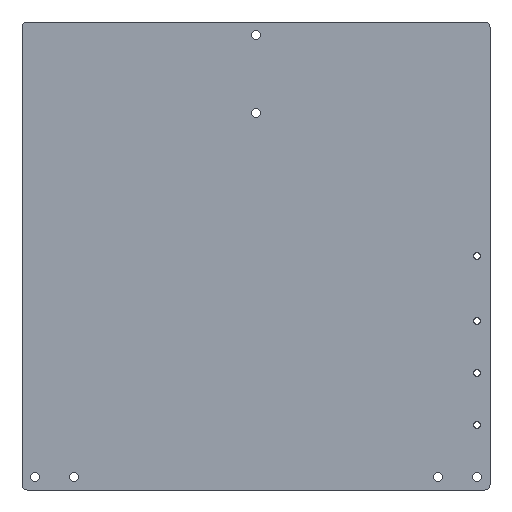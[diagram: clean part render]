
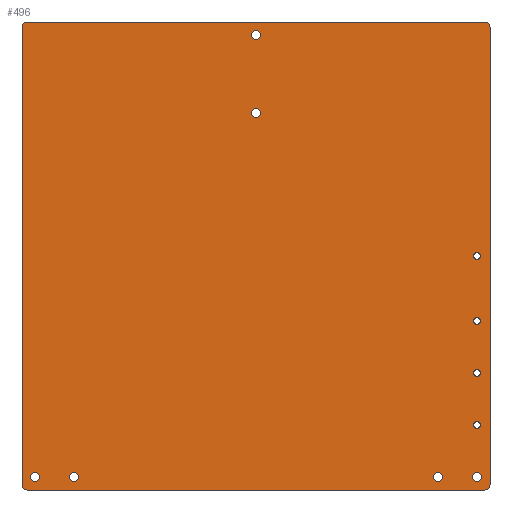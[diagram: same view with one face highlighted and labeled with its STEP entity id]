
A CAD part, front view. The second image highlights one B-rep face of the part: STEP entity #496.
In plain terms, the highlighted planar face has unit normal (0, -1, 0).
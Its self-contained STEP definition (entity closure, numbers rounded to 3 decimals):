
#31=FACE_BOUND('',#109,.T.);
#32=FACE_BOUND('',#110,.T.);
#33=FACE_BOUND('',#111,.T.);
#34=FACE_BOUND('',#112,.T.);
#35=FACE_BOUND('',#113,.T.);
#36=FACE_BOUND('',#114,.T.);
#37=FACE_BOUND('',#115,.T.);
#38=FACE_BOUND('',#116,.T.);
#39=FACE_BOUND('',#117,.T.);
#40=FACE_BOUND('',#118,.T.);
#46=PLANE('',#570);
#72=FACE_OUTER_BOUND('',#108,.T.);
#108=EDGE_LOOP('',(#439,#440,#441,#442,#443,#444,#445,#446));
#109=EDGE_LOOP('',(#447));
#110=EDGE_LOOP('',(#448));
#111=EDGE_LOOP('',(#449));
#112=EDGE_LOOP('',(#450));
#113=EDGE_LOOP('',(#451));
#114=EDGE_LOOP('',(#452));
#115=EDGE_LOOP('',(#453));
#116=EDGE_LOOP('',(#454));
#117=EDGE_LOOP('',(#455));
#118=EDGE_LOOP('',(#456));
#123=LINE('',#740,#155);
#129=LINE('',#780,#161);
#132=LINE('',#788,#164);
#150=LINE('',#858,#182);
#155=VECTOR('',#585,10.);
#161=VECTOR('',#625,10.);
#164=VECTOR('',#634,10.);
#182=VECTOR('',#722,10.);
#183=CIRCLE('',#512,2.);
#198=CIRCLE('',#530,2.);
#199=CIRCLE('',#533,2.);
#200=CIRCLE('',#536,2.);
#201=CIRCLE('',#538,1.265);
#202=CIRCLE('',#540,1.265);
#203=CIRCLE('',#542,1.265);
#204=CIRCLE('',#544,1.265);
#206=CIRCLE('',#548,1.7);
#208=CIRCLE('',#552,1.7);
#210=CIRCLE('',#556,1.7);
#212=CIRCLE('',#560,1.7);
#214=CIRCLE('',#564,1.7);
#216=CIRCLE('',#568,1.7);
#217=VERTEX_POINT('',#727);
#218=VERTEX_POINT('',#728);
#222=VERTEX_POINT('',#738);
#238=VERTEX_POINT('',#774);
#239=VERTEX_POINT('',#778);
#240=VERTEX_POINT('',#782);
#241=VERTEX_POINT('',#786);
#242=VERTEX_POINT('',#790);
#243=VERTEX_POINT('',#794);
#244=VERTEX_POINT('',#798);
#245=VERTEX_POINT('',#802);
#246=VERTEX_POINT('',#806);
#248=VERTEX_POINT('',#814);
#250=VERTEX_POINT('',#822);
#252=VERTEX_POINT('',#830);
#254=VERTEX_POINT('',#838);
#256=VERTEX_POINT('',#846);
#258=VERTEX_POINT('',#854);
#259=EDGE_CURVE('',#217,#218,#183,.T.);
#265=EDGE_CURVE('',#217,#222,#123,.T.);
#282=EDGE_CURVE('',#238,#222,#198,.T.);
#285=EDGE_CURVE('',#238,#239,#129,.T.);
#286=EDGE_CURVE('',#240,#239,#199,.T.);
#289=EDGE_CURVE('',#240,#241,#132,.T.);
#290=EDGE_CURVE('',#242,#241,#200,.T.);
#293=EDGE_CURVE('',#243,#243,#201,.T.);
#295=EDGE_CURVE('',#244,#244,#202,.T.);
#297=EDGE_CURVE('',#245,#245,#203,.T.);
#299=EDGE_CURVE('',#246,#246,#204,.T.);
#303=EDGE_CURVE('',#248,#248,#206,.T.);
#307=EDGE_CURVE('',#250,#250,#208,.T.);
#311=EDGE_CURVE('',#252,#252,#210,.T.);
#315=EDGE_CURVE('',#254,#254,#212,.T.);
#319=EDGE_CURVE('',#256,#256,#214,.T.);
#323=EDGE_CURVE('',#258,#258,#216,.T.);
#324=EDGE_CURVE('',#242,#218,#150,.T.);
#439=ORIENTED_EDGE('',*,*,#259,.F.);
#440=ORIENTED_EDGE('',*,*,#265,.T.);
#441=ORIENTED_EDGE('',*,*,#282,.F.);
#442=ORIENTED_EDGE('',*,*,#285,.T.);
#443=ORIENTED_EDGE('',*,*,#286,.F.);
#444=ORIENTED_EDGE('',*,*,#289,.T.);
#445=ORIENTED_EDGE('',*,*,#290,.F.);
#446=ORIENTED_EDGE('',*,*,#324,.T.);
#447=ORIENTED_EDGE('',*,*,#293,.T.);
#448=ORIENTED_EDGE('',*,*,#295,.T.);
#449=ORIENTED_EDGE('',*,*,#297,.T.);
#450=ORIENTED_EDGE('',*,*,#299,.T.);
#451=ORIENTED_EDGE('',*,*,#303,.T.);
#452=ORIENTED_EDGE('',*,*,#307,.T.);
#453=ORIENTED_EDGE('',*,*,#311,.T.);
#454=ORIENTED_EDGE('',*,*,#315,.T.);
#455=ORIENTED_EDGE('',*,*,#319,.T.);
#456=ORIENTED_EDGE('',*,*,#323,.T.);
#496=ADVANCED_FACE('',(#72,#31,#32,#33,#34,#35,#36,#37,#38,#39,#40),#46,
 .T.);
#512=AXIS2_PLACEMENT_3D('',#729,#575,#576);
#530=AXIS2_PLACEMENT_3D('',#775,#619,#620);
#533=AXIS2_PLACEMENT_3D('',#783,#628,#629);
#536=AXIS2_PLACEMENT_3D('',#791,#637,#638);
#538=AXIS2_PLACEMENT_3D('',#796,#643,#644);
#540=AXIS2_PLACEMENT_3D('',#800,#648,#649);
#542=AXIS2_PLACEMENT_3D('',#804,#653,#654);
#544=AXIS2_PLACEMENT_3D('',#808,#658,#659);
#548=AXIS2_PLACEMENT_3D('',#816,#668,#669);
#552=AXIS2_PLACEMENT_3D('',#824,#678,#679);
#556=AXIS2_PLACEMENT_3D('',#832,#688,#689);
#560=AXIS2_PLACEMENT_3D('',#840,#698,#699);
#564=AXIS2_PLACEMENT_3D('',#848,#708,#709);
#568=AXIS2_PLACEMENT_3D('',#856,#718,#719);
#570=AXIS2_PLACEMENT_3D('',#859,#723,#724);
#575=DIRECTION('center_axis',(0.,1.,0.));
#576=DIRECTION('ref_axis',(-0.707,0.,-0.707));
#585=DIRECTION('',(1.,0.,0.));
#619=DIRECTION('center_axis',(0.,1.,0.));
#620=DIRECTION('ref_axis',(0.707,0.,-0.707));
#625=DIRECTION('',(0.,0.,1.));
#628=DIRECTION('center_axis',(0.,1.,0.));
#629=DIRECTION('ref_axis',(0.707,0.,0.707));
#634=DIRECTION('',(-1.,0.,0.));
#637=DIRECTION('center_axis',(0.,1.,0.));
#638=DIRECTION('ref_axis',(-0.707,0.,0.707));
#643=DIRECTION('center_axis',(0.,1.,0.));
#644=DIRECTION('ref_axis',(0.,0.,1.));
#648=DIRECTION('center_axis',(0.,1.,0.));
#649=DIRECTION('ref_axis',(0.,0.,1.));
#653=DIRECTION('center_axis',(0.,1.,0.));
#654=DIRECTION('ref_axis',(0.,0.,1.));
#658=DIRECTION('center_axis',(0.,1.,0.));
#659=DIRECTION('ref_axis',(0.,0.,1.));
#668=DIRECTION('center_axis',(0.,1.,0.));
#669=DIRECTION('ref_axis',(0.,0.,1.));
#678=DIRECTION('center_axis',(0.,1.,0.));
#679=DIRECTION('ref_axis',(0.,0.,1.));
#688=DIRECTION('center_axis',(0.,1.,0.));
#689=DIRECTION('ref_axis',(0.,0.,1.));
#698=DIRECTION('center_axis',(0.,1.,0.));
#699=DIRECTION('ref_axis',(0.,0.,1.));
#708=DIRECTION('center_axis',(0.,1.,0.));
#709=DIRECTION('ref_axis',(0.,0.,1.));
#718=DIRECTION('center_axis',(0.,1.,0.));
#719=DIRECTION('ref_axis',(0.,0.,1.));
#722=DIRECTION('',(0.,0.,-1.));
#723=DIRECTION('center_axis',(0.,-1.,0.));
#724=DIRECTION('ref_axis',(0.,0.,-1.));
#727=CARTESIAN_POINT('',(-83.,-6.,-70.));
#728=CARTESIAN_POINT('',(-85.,-6.,-68.));
#729=CARTESIAN_POINT('Origin',(-83.,-6.,-68.));
#738=CARTESIAN_POINT('',(93.,-6.,-70.));
#740=CARTESIAN_POINT('',(-85.,-6.,-70.));
#774=CARTESIAN_POINT('',(95.,-6.,-68.));
#775=CARTESIAN_POINT('Origin',(93.,-6.,-68.));
#778=CARTESIAN_POINT('',(95.,-6.,108.));
#780=CARTESIAN_POINT('',(95.,-6.,-70.));
#782=CARTESIAN_POINT('',(93.,-6.,110.));
#783=CARTESIAN_POINT('Origin',(93.,-6.,108.));
#786=CARTESIAN_POINT('',(-83.,-6.,110.));
#788=CARTESIAN_POINT('',(95.,-6.,110.));
#790=CARTESIAN_POINT('',(-85.,-6.,108.));
#791=CARTESIAN_POINT('Origin',(-83.,-6.,108.));
#794=CARTESIAN_POINT('',(90.,-6.,-26.265));
#796=CARTESIAN_POINT('Origin',(90.,-6.,-25.));
#798=CARTESIAN_POINT('',(90.,-6.,18.736));
#800=CARTESIAN_POINT('Origin',(90.,-6.,20.));
#802=CARTESIAN_POINT('',(90.,-6.,-46.265));
#804=CARTESIAN_POINT('Origin',(90.,-6.,-45.));
#806=CARTESIAN_POINT('',(90.,-6.,-6.264));
#808=CARTESIAN_POINT('Origin',(90.,-6.,-5.));
#814=CARTESIAN_POINT('',(5.,-6.,103.3));
#816=CARTESIAN_POINT('Origin',(5.,-6.,105.));
#822=CARTESIAN_POINT('',(75.,-6.,-66.7));
#824=CARTESIAN_POINT('Origin',(75.,-6.,-65.));
#830=CARTESIAN_POINT('',(-80.,-6.,-66.7));
#832=CARTESIAN_POINT('Origin',(-80.,-6.,-65.));
#838=CARTESIAN_POINT('',(-65.,-6.,-66.7));
#840=CARTESIAN_POINT('Origin',(-65.,-6.,-65.));
#846=CARTESIAN_POINT('',(90.,-6.,-66.7));
#848=CARTESIAN_POINT('Origin',(90.,-6.,-65.));
#854=CARTESIAN_POINT('',(5.,-6.,73.3));
#856=CARTESIAN_POINT('Origin',(5.,-6.,75.));
#858=CARTESIAN_POINT('',(-85.,-6.,110.));
#859=CARTESIAN_POINT('Origin',(5.,-6.,20.));
